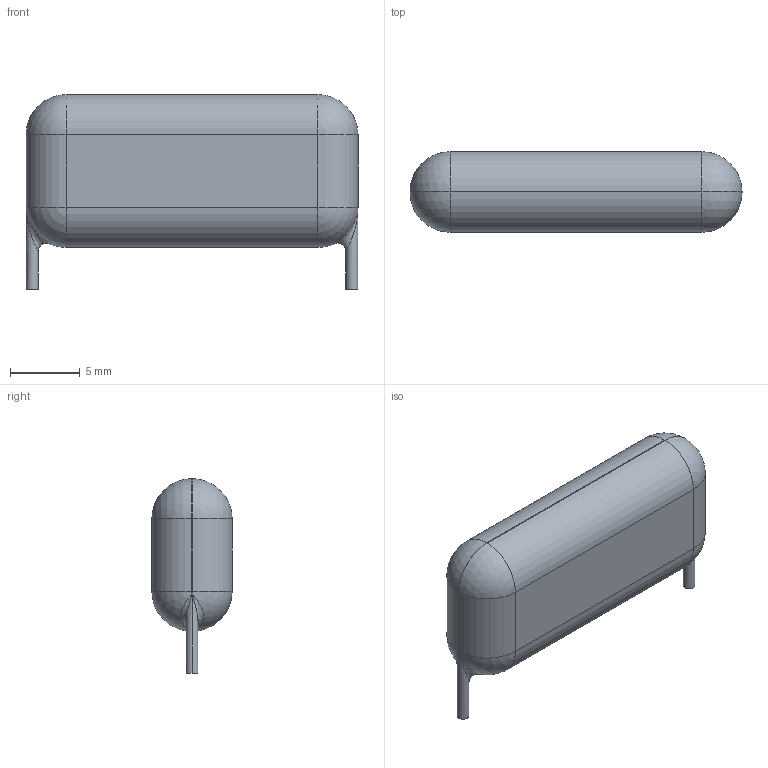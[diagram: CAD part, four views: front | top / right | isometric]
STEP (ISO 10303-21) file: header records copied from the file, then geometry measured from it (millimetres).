
FILE_DESCRIPTION (( 'STEP AP214' ), '1' );
FILE_NAME ('SW3dPS-Cap 330n - 400V Poly_2009.STEP', '2009-06-29T10:05:42', ( 'SysAdmin' ), ( 'SolidWorks' ), 'SwSTEP 2.0', 'SolidWorks 2009', '' );
FILE_SCHEMA (( 'AUTOMOTIVE_DESIGN' ));
Length unit declared in the file: millimetre
Products named in the file (1): SW3dPS-Cap 330n - 400V Poly_2009
Bounding box: 23.75 x 5.75 x 13.92 mm (x, y, z)
Volume: 1243 mm3; surface area: 730.6 mm2
Topology: 1 solids, 1 shells, 138 faces, 351 edges, 218 vertices
Faces by surface type: plane 58, bspline 54, cylinder 18, sphere 8
Entity records: 8151 total; most frequent: CARTESIAN_POINT 4386, ORIENTED_EDGE 686, DIRECTION 441, EDGE_CURVE 343, VERTEX_POINT 218, VECTOR 191, LINE 191, EDGE_LOOP 149
